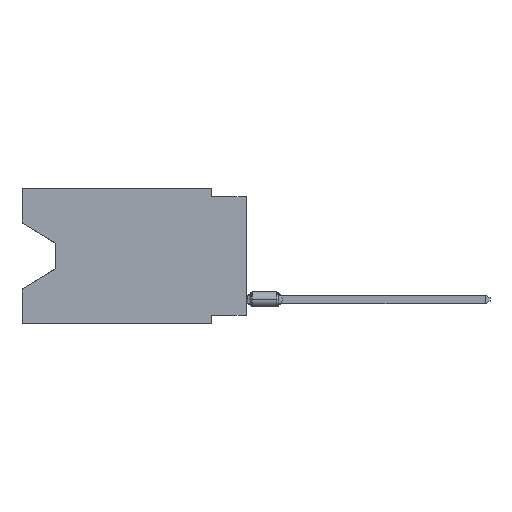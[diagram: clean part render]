
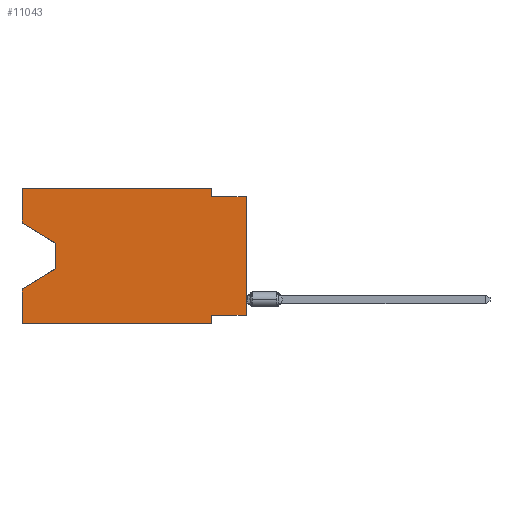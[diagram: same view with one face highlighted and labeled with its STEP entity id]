
A CAD part, left-side view. The second image highlights one B-rep face of the part: STEP entity #11043.
In plain terms, the highlighted planar face has unit normal (-1, 0, 0).
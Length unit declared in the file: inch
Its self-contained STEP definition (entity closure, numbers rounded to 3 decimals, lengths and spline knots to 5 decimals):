
#68 = ORIENTED_EDGE ( 'NONE', *, *, #652, .T. ) ;
#376 = EDGE_CURVE ( 'NONE', #19769, #24413, #5228, .T. ) ;
#550 = CARTESIAN_POINT ( 'NONE',  ( 0., 0.645, 0. ) ) ;
#648 = EDGE_CURVE ( 'NONE', #5794, #5540, #24945, .T. ) ;
#652 = EDGE_CURVE ( 'NONE', #2762, #7378, #19419, .T. ) ;
#701 = ORIENTED_EDGE ( 'NONE', *, *, #376, .F. ) ;
#1324 = CARTESIAN_POINT ( 'NONE',  ( 0., 0.1, -0.025 ) ) ;
#1338 = EDGE_CURVE ( 'NONE', #3759, #10311, #17909, .T. ) ;
#1563 = DIRECTION ( 'NONE',  ( 0., 0., 1. ) ) ;
#1716 = AXIS2_PLACEMENT_3D ( 'NONE', #21035, #25442, #6653 ) ;
#2321 = CARTESIAN_POINT ( 'NONE',  ( 0., 0., -0.025 ) ) ;
#2332 = LINE ( 'NONE', #14701, #20181 ) ;
#2649 = CARTESIAN_POINT ( 'NONE',  ( 0., 0.1, 0. ) ) ;
#2694 = VECTOR ( 'NONE', #3026, 39.37008 ) ;
#2762 = VERTEX_POINT ( 'NONE', #19514 ) ;
#2846 = VERTEX_POINT ( 'NONE', #13724 ) ;
#3026 = DIRECTION ( 'NONE',  ( 0., 0., -1. ) ) ;
#3155 = CARTESIAN_POINT ( 'NONE',  ( 0., 0.1, 0. ) ) ;
#3283 = LINE ( 'NONE', #13100, #4162 ) ;
#3759 = VERTEX_POINT ( 'NONE', #21126 ) ;
#4068 = CARTESIAN_POINT ( 'NONE',  ( 0., 0.645, -0.39 ) ) ;
#4162 = VECTOR ( 'NONE', #5298, 39.37008 ) ;
#4196 = LINE ( 'NONE', #4468, #24920 ) ;
#4468 = CARTESIAN_POINT ( 'NONE',  ( 0., 0.55, -0.158 ) ) ;
#4623 = CARTESIAN_POINT ( 'NONE',  ( 0., 0.55, -0.158 ) ) ;
#5228 = LINE ( 'NONE', #13821, #8276 ) ;
#5298 = DIRECTION ( 'NONE',  ( 0., -1., 0. ) ) ;
#5540 = VERTEX_POINT ( 'NONE', #1324 ) ;
#5794 = VERTEX_POINT ( 'NONE', #2649 ) ;
#5958 = DIRECTION ( 'NONE',  ( 0., 0., -1. ) ) ;
#6067 = VECTOR ( 'NONE', #1563, 39.37008 ) ;
#6071 = LINE ( 'NONE', #550, #8148 ) ;
#6075 = ORIENTED_EDGE ( 'NONE', *, *, #648, .F. ) ;
#6115 = VECTOR ( 'NONE', #20920, 39.37008 ) ;
#6178 = VERTEX_POINT ( 'NONE', #4623 ) ;
#6653 = DIRECTION ( 'NONE',  ( 0., 0., -1. ) ) ;
#7378 = VERTEX_POINT ( 'NONE', #12977 ) ;
#7602 = VECTOR ( 'NONE', #24175, 39.37008 ) ;
#7605 = LINE ( 'NONE', #15823, #6067 ) ;
#7828 = VERTEX_POINT ( 'NONE', #2321 ) ;
#7952 = DIRECTION ( 'NONE',  ( 0., -1., 0. ) ) ;
#7971 = CARTESIAN_POINT ( 'NONE',  ( 0., 0.1, -0.39 ) ) ;
#8148 = VECTOR ( 'NONE', #8854, 39.37008 ) ;
#8276 = VECTOR ( 'NONE', #19735, 39.37008 ) ;
#8651 = DIRECTION ( 'NONE',  ( 0., -1., 0. ) ) ;
#8715 = EDGE_CURVE ( 'NONE', #2846, #5794, #3283, .T. ) ;
#8854 = DIRECTION ( 'NONE',  ( 0., 0., 1. ) ) ;
#9857 = CARTESIAN_POINT ( 'NONE',  ( 0., 0.1, -0.39 ) ) ;
#10311 = VERTEX_POINT ( 'NONE', #9857 ) ;
#11043 = ADVANCED_FACE ( 'NONE', ( #16891 ), #17283, .F. ) ;
#11107 = VERTEX_POINT ( 'NONE', #20896 ) ;
#11193 = ORIENTED_EDGE ( 'NONE', *, *, #11426, .F. ) ;
#11426 = EDGE_CURVE ( 'NONE', #5540, #7828, #2332, .T. ) ;
#12977 = CARTESIAN_POINT ( 'NONE',  ( 0., 0.645, -0.28975 ) ) ;
#13100 = CARTESIAN_POINT ( 'NONE',  ( 0., 0.645, 0. ) ) ;
#13509 = EDGE_CURVE ( 'NONE', #19769, #7828, #19469, .T. ) ;
#13724 = CARTESIAN_POINT ( 'NONE',  ( 0., 0.645, 0. ) ) ;
#13821 = CARTESIAN_POINT ( 'NONE',  ( 0., 0., -0.365 ) ) ;
#13857 = LINE ( 'NONE', #22041, #7602 ) ;
#14216 = ORIENTED_EDGE ( 'NONE', *, *, #24926, .F. ) ;
#14338 = ORIENTED_EDGE ( 'NONE', *, *, #8715, .F. ) ;
#14555 = EDGE_CURVE ( 'NONE', #11107, #2846, #6071, .T. ) ;
#14559 = VECTOR ( 'NONE', #15437, 39.37008 ) ;
#14701 = CARTESIAN_POINT ( 'NONE',  ( 0., 0., -0.025 ) ) ;
#14745 = ORIENTED_EDGE ( 'NONE', *, *, #21462, .T. ) ;
#15118 = ORIENTED_EDGE ( 'NONE', *, *, #1338, .T. ) ;
#15437 = DIRECTION ( 'NONE',  ( 0., 0., 1. ) ) ;
#15763 = EDGE_CURVE ( 'NONE', #6178, #2762, #4196, .T. ) ;
#15823 = CARTESIAN_POINT ( 'NONE',  ( 0., 0.645, 0. ) ) ;
#16678 = EDGE_CURVE ( 'NONE', #3759, #7378, #7605, .T. ) ;
#16891 = FACE_OUTER_BOUND ( 'NONE', #23288, .T. ) ;
#17283 = PLANE ( 'NONE',  #1716 ) ;
#17909 = LINE ( 'NONE', #4068, #24526 ) ;
#18189 = ORIENTED_EDGE ( 'NONE', *, *, #14555, .F. ) ;
#18848 = VECTOR ( 'NONE', #5958, 39.37008 ) ;
#19419 = LINE ( 'NONE', #22934, #6115 ) ;
#19469 = LINE ( 'NONE', #25611, #14559 ) ;
#19514 = CARTESIAN_POINT ( 'NONE',  ( 0., 0.55, -0.232 ) ) ;
#19732 = ORIENTED_EDGE ( 'NONE', *, *, #13509, .T. ) ;
#19735 = DIRECTION ( 'NONE',  ( 0., 1., 0. ) ) ;
#19769 = VERTEX_POINT ( 'NONE', #23289 ) ;
#20181 = VECTOR ( 'NONE', #8651, 39.37008 ) ;
#20329 = LINE ( 'NONE', #7971, #18848 ) ;
#20896 = CARTESIAN_POINT ( 'NONE',  ( 0., 0.645, -0.10025 ) ) ;
#20920 = DIRECTION ( 'NONE',  ( 0., 0.855, -0.519 ) ) ;
#21035 = CARTESIAN_POINT ( 'NONE',  ( 0., 0.645, 0. ) ) ;
#21126 = CARTESIAN_POINT ( 'NONE',  ( 0., 0.645, -0.39 ) ) ;
#21462 = EDGE_CURVE ( 'NONE', #11107, #6178, #13857, .T. ) ;
#21585 = CARTESIAN_POINT ( 'NONE',  ( 0., 0.1, -0.365 ) ) ;
#22041 = CARTESIAN_POINT ( 'NONE',  ( 0., 0.645, -0.10025 ) ) ;
#22934 = CARTESIAN_POINT ( 'NONE',  ( 0., 0.55, -0.232 ) ) ;
#23288 = EDGE_LOOP ( 'NONE', ( #14745, #24231, #68, #24815, #15118, #14216, #701, #19732, #11193, #6075, #14338, #18189 ) ) ;
#23289 = CARTESIAN_POINT ( 'NONE',  ( 0., 0., -0.365 ) ) ;
#24175 = DIRECTION ( 'NONE',  ( 0., -0.855, -0.519 ) ) ;
#24231 = ORIENTED_EDGE ( 'NONE', *, *, #15763, .T. ) ;
#24413 = VERTEX_POINT ( 'NONE', #21585 ) ;
#24473 = DIRECTION ( 'NONE',  ( 0., 0., -1. ) ) ;
#24526 = VECTOR ( 'NONE', #7952, 39.37008 ) ;
#24815 = ORIENTED_EDGE ( 'NONE', *, *, #16678, .F. ) ;
#24920 = VECTOR ( 'NONE', #24473, 39.37008 ) ;
#24926 = EDGE_CURVE ( 'NONE', #24413, #10311, #20329, .T. ) ;
#24945 = LINE ( 'NONE', #3155, #2694 ) ;
#25442 = DIRECTION ( 'NONE',  ( 1., 0., 0. ) ) ;
#25611 = CARTESIAN_POINT ( 'NONE',  ( 0., 0., 0. ) ) ;
